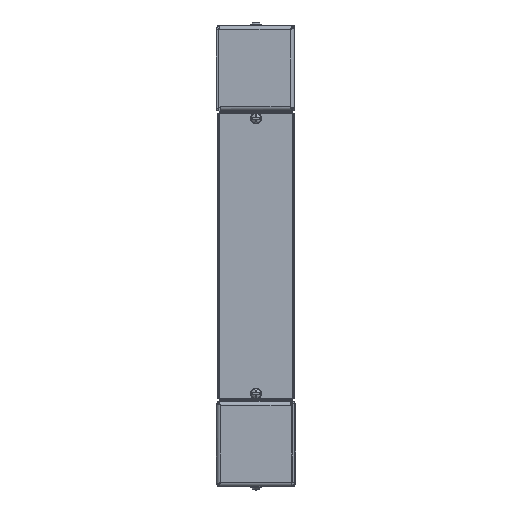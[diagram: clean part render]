
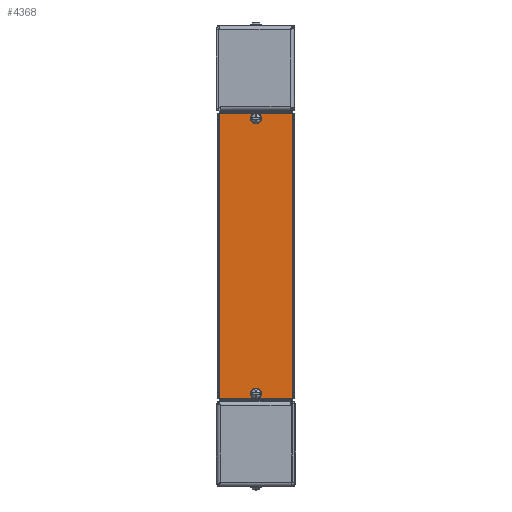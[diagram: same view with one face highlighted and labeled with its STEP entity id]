
A CAD part, left-side view. The second image highlights one B-rep face of the part: STEP entity #4368.
In plain terms, the highlighted face is planar.
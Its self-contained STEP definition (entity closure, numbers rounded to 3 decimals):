
#326 = ORIENTED_EDGE ( 'NONE', *, *, #9161, .F. ) ;
#602 = ORIENTED_EDGE ( 'NONE', *, *, #4366, .F. ) ;
#722 = LINE ( 'NONE', #6360, #1769 ) ;
#736 = LINE ( 'NONE', #3092, #1431 ) ;
#760 = DIRECTION ( 'NONE',  ( 0., 0., -1. ) ) ;
#904 = VERTEX_POINT ( 'NONE', #2616 ) ;
#1201 = CARTESIAN_POINT ( 'NONE',  ( 6.9, 48., -1. ) ) ;
#1203 = CARTESIAN_POINT ( 'NONE',  ( 372., 96., -1. ) ) ;
#1294 = DIRECTION ( 'NONE',  ( 0., 0., -1. ) ) ;
#1402 = EDGE_CURVE ( 'NONE', #5329, #5028, #722, .T. ) ;
#1403 = CARTESIAN_POINT ( 'NONE',  ( 0., 96., -1. ) ) ;
#1431 = VECTOR ( 'NONE', #6760, 1000. ) ;
#1721 = AXIS2_PLACEMENT_3D ( 'NONE', #1924, #6359, #5584 ) ;
#1769 = VECTOR ( 'NONE', #3755, 1000. ) ;
#1924 = CARTESIAN_POINT ( 'NONE',  ( 365.1, 48., -1. ) ) ;
#1964 = DIRECTION ( 'NONE',  ( -1., 0., 0. ) ) ;
#1990 = VERTEX_POINT ( 'NONE', #7574 ) ;
#2069 = VERTEX_POINT ( 'NONE', #7069 ) ;
#2137 = EDGE_LOOP ( 'NONE', ( #602, #326 ) ) ;
#2166 = LINE ( 'NONE', #1403, #2538 ) ;
#2538 = VECTOR ( 'NONE', #8865, 1000. ) ;
#2616 = CARTESIAN_POINT ( 'NONE',  ( 361.85, 48., -1. ) ) ;
#2632 = CARTESIAN_POINT ( 'NONE',  ( 6.9, 48., -1. ) ) ;
#2703 = EDGE_LOOP ( 'NONE', ( #6782, #5151 ) ) ;
#2721 = CIRCLE ( 'NONE', #8210, 3.25 ) ;
#2836 = ORIENTED_EDGE ( 'NONE', *, *, #4665, .F. ) ;
#2900 = FACE_BOUND ( 'NONE', #2137, .T. ) ;
#2935 = ORIENTED_EDGE ( 'NONE', *, *, #1402, .F. ) ;
#2961 = CARTESIAN_POINT ( 'NONE',  ( 0., 0., -1. ) ) ;
#3092 = CARTESIAN_POINT ( 'NONE',  ( 0., 0., -1. ) ) ;
#3115 = DIRECTION ( 'NONE',  ( -1., 0., 0. ) ) ;
#3158 = CARTESIAN_POINT ( 'NONE',  ( 365.1, 48., -1. ) ) ;
#3265 = CARTESIAN_POINT ( 'NONE',  ( 0., 96., -1. ) ) ;
#3332 = CIRCLE ( 'NONE', #4300, 3.25 ) ;
#3538 = PLANE ( 'NONE',  #8689 ) ;
#3623 = DIRECTION ( 'NONE',  ( 0., 0., -1. ) ) ;
#3755 = DIRECTION ( 'NONE',  ( 0., 1., 0. ) ) ;
#4007 = EDGE_CURVE ( 'NONE', #5682, #5995, #4602, .T. ) ;
#4214 = EDGE_CURVE ( 'NONE', #5028, #5682, #2166, .T. ) ;
#4218 = DIRECTION ( 'NONE',  ( 0., 0., -1. ) ) ;
#4300 = AXIS2_PLACEMENT_3D ( 'NONE', #1201, #1294, #1964 ) ;
#4339 = AXIS2_PLACEMENT_3D ( 'NONE', #3158, #760, #3115 ) ;
#4366 = EDGE_CURVE ( 'NONE', #1990, #2069, #3332, .T. ) ;
#4368 = ADVANCED_FACE ( 'NONE', ( #2900, #7321, #9502 ), #3538, .T. ) ;
#4589 = ORIENTED_EDGE ( 'NONE', *, *, #4007, .F. ) ;
#4602 = LINE ( 'NONE', #8433, #5852 ) ;
#4665 = EDGE_CURVE ( 'NONE', #5995, #5329, #736, .T. ) ;
#5028 = VERTEX_POINT ( 'NONE', #1203 ) ;
#5062 = CARTESIAN_POINT ( 'NONE',  ( 0., 0., -1. ) ) ;
#5151 = ORIENTED_EDGE ( 'NONE', *, *, #5867, .F. ) ;
#5214 = VERTEX_POINT ( 'NONE', #9695 ) ;
#5329 = VERTEX_POINT ( 'NONE', #7008 ) ;
#5584 = DIRECTION ( 'NONE',  ( -1., 0., 0. ) ) ;
#5588 = ORIENTED_EDGE ( 'NONE', *, *, #4214, .F. ) ;
#5682 = VERTEX_POINT ( 'NONE', #3265 ) ;
#5710 = DIRECTION ( 'NONE',  ( -1., 0., 0. ) ) ;
#5852 = VECTOR ( 'NONE', #6068, 1000. ) ;
#5867 = EDGE_CURVE ( 'NONE', #5214, #904, #5980, .T. ) ;
#5980 = CIRCLE ( 'NONE', #1721, 3.25 ) ;
#5995 = VERTEX_POINT ( 'NONE', #2961 ) ;
#6068 = DIRECTION ( 'NONE',  ( 0., -1., 0. ) ) ;
#6359 = DIRECTION ( 'NONE',  ( 0., 0., -1. ) ) ;
#6360 = CARTESIAN_POINT ( 'NONE',  ( 372., 0., -1. ) ) ;
#6760 = DIRECTION ( 'NONE',  ( 1., 0., 0. ) ) ;
#6782 = ORIENTED_EDGE ( 'NONE', *, *, #9544, .F. ) ;
#7008 = CARTESIAN_POINT ( 'NONE',  ( 372., 0., -1. ) ) ;
#7037 = DIRECTION ( 'NONE',  ( -1., 0., 0. ) ) ;
#7069 = CARTESIAN_POINT ( 'NONE',  ( 10.15, 48., -1. ) ) ;
#7321 = FACE_BOUND ( 'NONE', #2703, .T. ) ;
#7574 = CARTESIAN_POINT ( 'NONE',  ( 3.65, 48., -1. ) ) ;
#8210 = AXIS2_PLACEMENT_3D ( 'NONE', #2632, #4218, #7037 ) ;
#8433 = CARTESIAN_POINT ( 'NONE',  ( 0., 0., -1. ) ) ;
#8689 = AXIS2_PLACEMENT_3D ( 'NONE', #5062, #3623, #5710 ) ;
#8713 = EDGE_LOOP ( 'NONE', ( #4589, #5588, #2935, #2836 ) ) ;
#8849 = CIRCLE ( 'NONE', #4339, 3.25 ) ;
#8865 = DIRECTION ( 'NONE',  ( -1., 0., 0. ) ) ;
#9161 = EDGE_CURVE ( 'NONE', #2069, #1990, #2721, .T. ) ;
#9502 = FACE_OUTER_BOUND ( 'NONE', #8713, .T. ) ;
#9544 = EDGE_CURVE ( 'NONE', #904, #5214, #8849, .T. ) ;
#9695 = CARTESIAN_POINT ( 'NONE',  ( 368.35, 48., -1. ) ) ;
